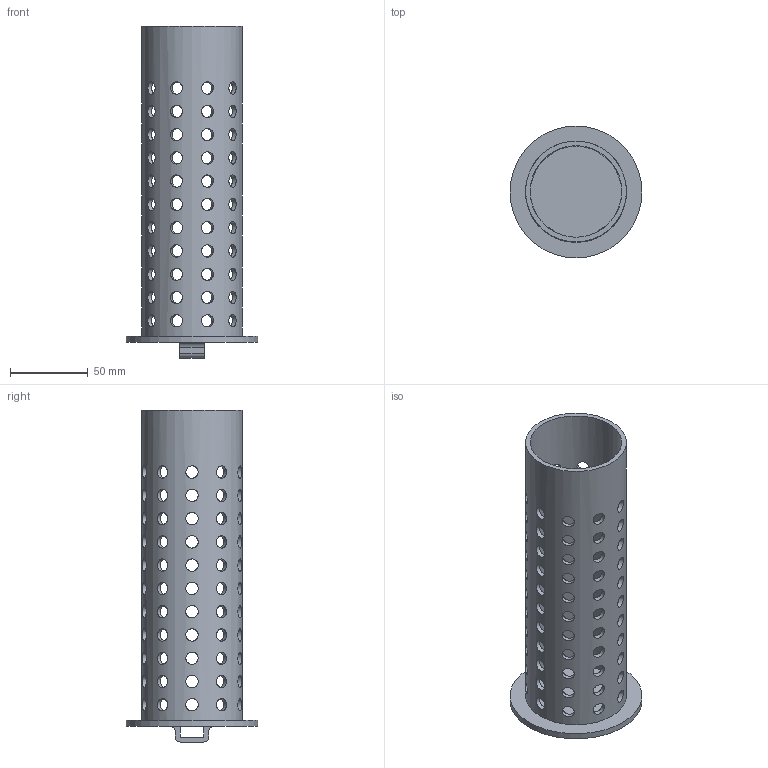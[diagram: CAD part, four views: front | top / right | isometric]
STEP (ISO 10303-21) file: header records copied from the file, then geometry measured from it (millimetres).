
FILE_DESCRIPTION(('FreeCAD Model'),'2;1');
FILE_NAME('Open CASCADE Shape Model','2025-10-30T13:10:47',(''),(''), 'Open CASCADE STEP processor 7.8','FreeCAD','Unknown');
FILE_SCHEMA(('AUTOMOTIVE_DESIGN { 1 0 10303 214 1 1 1 1 }'));
Length unit declared in the file: millimetre
Products named in the file (1): Pocket001
Bounding box: 85 x 85 x 214 mm (x, y, z)
Volume: 132829.2 mm3; surface area: 88180.3 mm2
Topology: 1 solids, 1 shells, 129 faces, 441 edges, 294 vertices
Faces by surface type: cylinder 117, plane 12
Full cylindrical faces by diameter (mm): 8 x110, 59 x1, 65 x1, 85 x1
Entity records: 17321 total; most frequent: CARTESIAN_POINT 13559, ORIENTED_EDGE 882, DIRECTION 451, EDGE_CURVE 441, FACE_BOUND 331, EDGE_LOOP 331, VERTEX_POINT 294, B_SPLINE_CURVE_WITH_KNOTS 264
